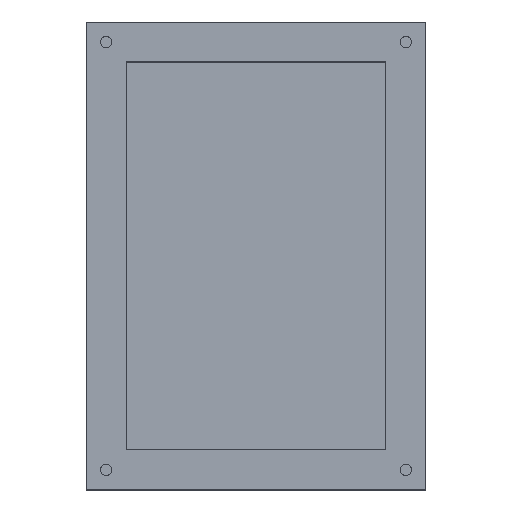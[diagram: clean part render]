
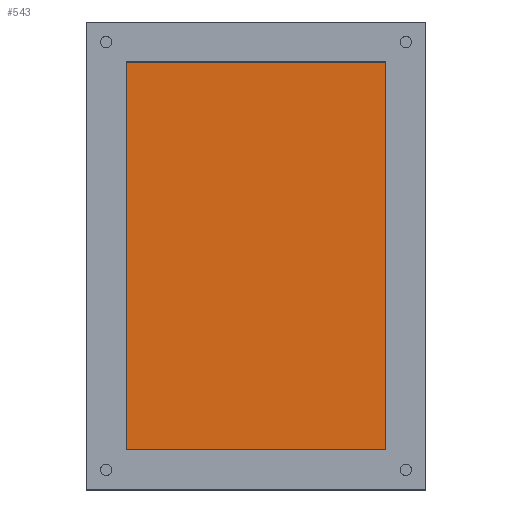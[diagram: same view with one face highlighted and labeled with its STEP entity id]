
A CAD part, top view. The second image highlights one B-rep face of the part: STEP entity #543.
In plain terms, the highlighted planar face has unit normal (0, 0, 1).
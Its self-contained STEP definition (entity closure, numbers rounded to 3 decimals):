
#51=FACE_OUTER_BOUND('',#89,.T.);
#89=EDGE_LOOP('',(#369,#370,#371,#372));
#137=LINE('',#820,#193);
#138=LINE('',#822,#194);
#139=LINE('',#824,#195);
#140=LINE('',#825,#196);
#193=VECTOR('',#654,10.);
#194=VECTOR('',#655,10.);
#195=VECTOR('',#656,10.);
#196=VECTOR('',#657,10.);
#249=VERTEX_POINT('',#818);
#250=VERTEX_POINT('',#819);
#251=VERTEX_POINT('',#821);
#252=VERTEX_POINT('',#823);
#297=EDGE_CURVE('',#249,#250,#137,.T.);
#298=EDGE_CURVE('',#251,#249,#138,.T.);
#299=EDGE_CURVE('',#252,#251,#139,.T.);
#300=EDGE_CURVE('',#250,#252,#140,.T.);
#369=ORIENTED_EDGE('',*,*,#297,.F.);
#370=ORIENTED_EDGE('',*,*,#298,.F.);
#371=ORIENTED_EDGE('',*,*,#299,.F.);
#372=ORIENTED_EDGE('',*,*,#300,.F.);
#513=PLANE('',#596);
#543=ADVANCED_FACE('',(#51),#513,.T.);
#596=AXIS2_PLACEMENT_3D('',#817,#652,#653);
#652=DIRECTION('center_axis',(0.,0.,1.));
#653=DIRECTION('ref_axis',(1.,0.,0.));
#654=DIRECTION('',(-1.,0.,0.));
#655=DIRECTION('',(0.,-1.,0.));
#656=DIRECTION('',(1.,0.,0.));
#657=DIRECTION('',(0.,1.,0.));
#817=CARTESIAN_POINT('Origin',(42.5,-58.5,3.));
#818=CARTESIAN_POINT('',(75.,-107.,3.));
#819=CARTESIAN_POINT('',(10.,-107.,3.));
#820=CARTESIAN_POINT('',(58.75,-107.,3.));
#821=CARTESIAN_POINT('',(75.,-10.,3.));
#822=CARTESIAN_POINT('',(75.,-34.25,3.));
#823=CARTESIAN_POINT('',(10.,-10.,3.));
#824=CARTESIAN_POINT('',(26.25,-10.,3.));
#825=CARTESIAN_POINT('',(10.,-82.75,3.));
